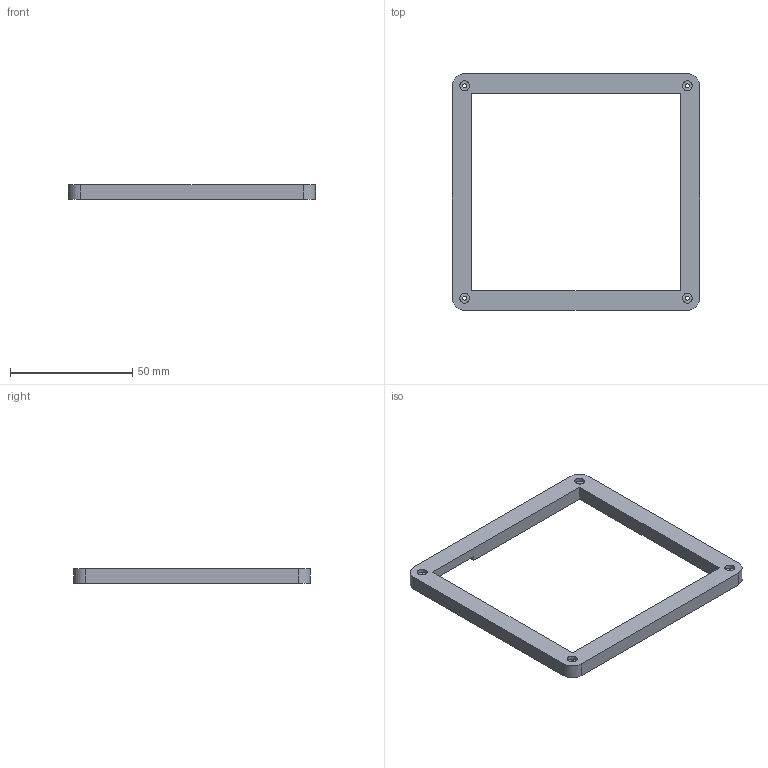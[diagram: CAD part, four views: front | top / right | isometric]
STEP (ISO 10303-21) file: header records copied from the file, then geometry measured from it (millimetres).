
FILE_DESCRIPTION(/* description */ ('STEP AP242','CAx-IF Rec.Pracs.---Representation and Presentation of Product Manufacturing Information (PMI)---4.0---2014-10-13','CAx-IF Rec.Pracs.---3D Tessellated Geometry---0.4---2014-09-14','2;1'),/* implementation_level */ '2;1');
FILE_NAME(/* name */ '644999ceb268fc4f062d535b',/* time_stamp */ '2023-04-26T21:38:23+00:00',/* author */ (''),/* organization */ (''),/* preprocessor_version */ 'ST-DEVELOPER v18.102',/* originating_system */ ' ',/* authorisation */ ' ');
FILE_SCHEMA (('AP242_MANAGED_MODEL_BASED_3D_ENGINEERING_MIM_LF { 1 0 10303 442 1 1 4 }'));
Length unit declared in the file: metre
Products named in the file (1): Top Case
Bounding box: 101.1 x 96.9 x 6 mm (x, y, z)
Volume: 16818.3 mm3; surface area: 10251.7 mm2
Topology: 1 solids, 1 shells, 37 faces, 84 edges, 56 vertices
Faces by surface type: plane 21, cylinder 16
Full cylindrical faces by diameter (mm): 1.575 x4, 3.15 x4, 4 x4
Entity records: 1032 total; most frequent: DIRECTION 180, CARTESIAN_POINT 166, ORIENTED_EDGE 144, EDGE_CURVE 72, AXIS2_PLACEMENT_3D 70, EDGE_LOOP 66, FACE_BOUND 66, VERTEX_POINT 56
